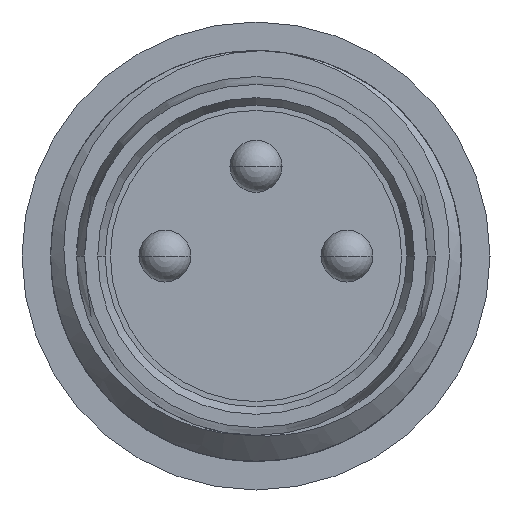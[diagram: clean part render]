
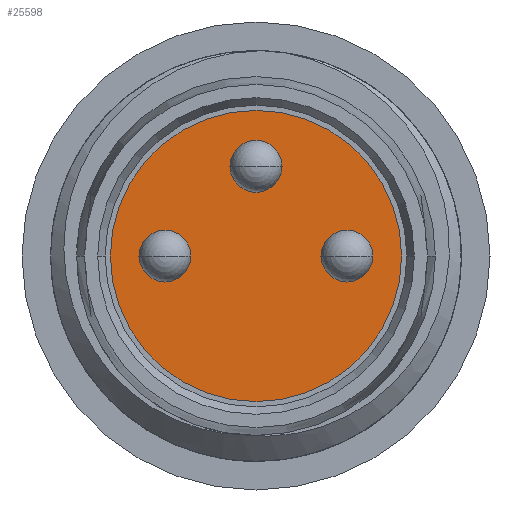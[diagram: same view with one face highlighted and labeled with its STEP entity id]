
A CAD part, left-side view. The second image highlights one B-rep face of the part: STEP entity #25598.
In plain terms, the highlighted planar face has unit normal (-1, 0, 0).
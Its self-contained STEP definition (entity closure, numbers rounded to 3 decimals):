
#6349=CARTESIAN_POINT('',(5.15,0.,0.));
#6350=DIRECTION('',(-1.,0.,0.));
#6351=DIRECTION('',(0.,1.,0.));
#6352=AXIS2_PLACEMENT_3D('',#6349,#6350,#6351);
#6354=CARTESIAN_POINT('',(5.15,0.,0.));
#6355=DIRECTION('',(1.,0.,0.));
#6356=DIRECTION('',(0.,1.,0.));
#6357=AXIS2_PLACEMENT_3D('',#6354,#6355,#6356);
#6359=CARTESIAN_POINT('',(5.15,1.75,0.));
#6360=DIRECTION('',(1.,0.,0.));
#6361=DIRECTION('',(0.,1.,0.));
#6362=AXIS2_PLACEMENT_3D('',#6359,#6360,#6361);
#6364=CARTESIAN_POINT('',(5.15,1.75,0.));
#6365=DIRECTION('',(1.,0.,0.));
#6366=DIRECTION('',(0.,-1.,0.));
#6367=AXIS2_PLACEMENT_3D('',#6364,#6365,#6366);
#6369=CARTESIAN_POINT('',(5.15,0.,1.725));
#6370=DIRECTION('',(1.,0.,0.));
#6371=DIRECTION('',(0.,1.,0.));
#6372=AXIS2_PLACEMENT_3D('',#6369,#6370,#6371);
#6374=CARTESIAN_POINT('',(5.15,0.,1.725));
#6375=DIRECTION('',(1.,0.,0.));
#6376=DIRECTION('',(0.,-1.,0.));
#6377=AXIS2_PLACEMENT_3D('',#6374,#6375,#6376);
#6379=CARTESIAN_POINT('',(5.15,-1.75,0.));
#6380=DIRECTION('',(1.,0.,0.));
#6381=DIRECTION('',(0.,1.,0.));
#6382=AXIS2_PLACEMENT_3D('',#6379,#6380,#6381);
#6384=CARTESIAN_POINT('',(5.15,-1.75,0.));
#6385=DIRECTION('',(1.,0.,0.));
#6386=DIRECTION('',(0.,-1.,0.));
#6387=AXIS2_PLACEMENT_3D('',#6384,#6385,#6386);
#6521=CARTESIAN_POINT('',(5.15,2.8,0.));
#6522=CARTESIAN_POINT('',(5.15,-2.8,0.));
#6523=VERTEX_POINT('',#6521);
#6524=VERTEX_POINT('',#6522);
#6535=CARTESIAN_POINT('',(5.15,2.25,0.));
#6536=CARTESIAN_POINT('',(5.15,1.25,0.));
#6537=VERTEX_POINT('',#6535);
#6538=VERTEX_POINT('',#6536);
#6545=CARTESIAN_POINT('',(5.15,0.5,1.725));
#6546=CARTESIAN_POINT('',(5.15,-0.5,1.725));
#6547=VERTEX_POINT('',#6545);
#6548=VERTEX_POINT('',#6546);
#6555=CARTESIAN_POINT('',(5.15,-1.25,0.));
#6556=CARTESIAN_POINT('',(5.15,-2.25,0.));
#6557=VERTEX_POINT('',#6555);
#6558=VERTEX_POINT('',#6556);
#25571=CARTESIAN_POINT('',(5.15,0.,0.));
#25572=DIRECTION('',(1.,0.,0.));
#25573=DIRECTION('',(0.,-1.,0.));
#25574=AXIS2_PLACEMENT_3D('',#25571,#25572,#25573);
#25575=PLANE('',#25574);
#25576=ORIENTED_EDGE('',*,*,#25565,.F.);
#25577=ORIENTED_EDGE('',*,*,#25551,.T.);
#25578=EDGE_LOOP('',(#25576,#25577));
#25579=FACE_OUTER_BOUND('',#25578,.F.);
#25581=ORIENTED_EDGE('',*,*,#25580,.F.);
#25583=ORIENTED_EDGE('',*,*,#25582,.F.);
#25584=EDGE_LOOP('',(#25581,#25583));
#25585=FACE_BOUND('',#25584,.F.);
#25587=ORIENTED_EDGE('',*,*,#25586,.F.);
#25589=ORIENTED_EDGE('',*,*,#25588,.F.);
#25590=EDGE_LOOP('',(#25587,#25589));
#25591=FACE_BOUND('',#25590,.F.);
#25593=ORIENTED_EDGE('',*,*,#25592,.F.);
#25595=ORIENTED_EDGE('',*,*,#25594,.F.);
#25596=EDGE_LOOP('',(#25593,#25595));
#25597=FACE_BOUND('',#25596,.F.);
#25598=ADVANCED_FACE('',(#25579,#25585,#25591,#25597),#25575,.F.);
#6353=CIRCLE('',#6352,2.8);
#6358=CIRCLE('',#6357,2.8);
#6363=CIRCLE('',#6362,0.5);
#6368=CIRCLE('',#6367,0.5);
#6373=CIRCLE('',#6372,0.5);
#6378=CIRCLE('',#6377,0.5);
#6383=CIRCLE('',#6382,0.5);
#6388=CIRCLE('',#6387,0.5);
#25551=EDGE_CURVE('',#6523,#6524,#6358,.T.);
#25565=EDGE_CURVE('',#6523,#6524,#6353,.T.);
#25580=EDGE_CURVE('',#6537,#6538,#6363,.T.);
#25582=EDGE_CURVE('',#6538,#6537,#6368,.T.);
#25586=EDGE_CURVE('',#6547,#6548,#6373,.T.);
#25588=EDGE_CURVE('',#6548,#6547,#6378,.T.);
#25592=EDGE_CURVE('',#6557,#6558,#6383,.T.);
#25594=EDGE_CURVE('',#6558,#6557,#6388,.T.);
